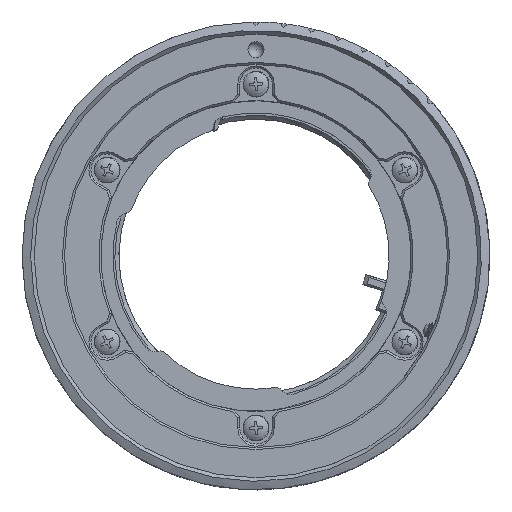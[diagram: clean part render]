
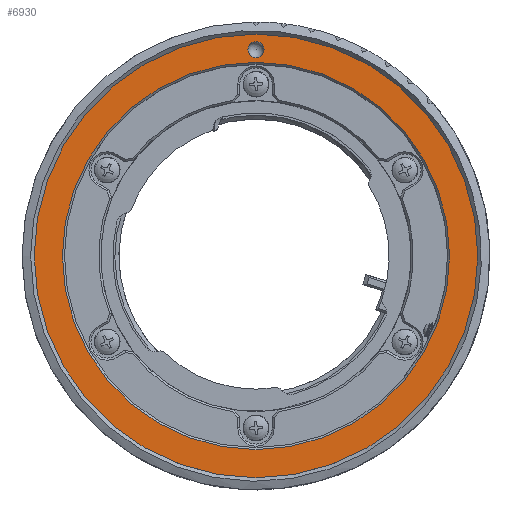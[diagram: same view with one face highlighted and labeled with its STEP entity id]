
A CAD part, top view. The second image highlights one B-rep face of the part: STEP entity #6930.
In plain terms, the highlighted planar face has unit normal (0, 0, 1).
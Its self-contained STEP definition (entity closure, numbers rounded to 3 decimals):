
#2713=ORIENTED_EDGE('',*,*,#4085,.T.);
#2714=ORIENTED_EDGE('',*,*,#4086,.T.);
#2715=ORIENTED_EDGE('',*,*,#4080,.F.);
#4080=EDGE_CURVE('',#4853,#4853,#5290,.T.);
#4085=EDGE_CURVE('',#4858,#4858,#5293,.T.);
#4086=EDGE_CURVE('',#4859,#4859,#5294,.T.);
#4853=VERTEX_POINT('',#23926);
#4858=VERTEX_POINT('',#23946);
#4859=VERTEX_POINT('',#23948);
#5290=CIRCLE('',#8577,27.5);
#5293=CIRCLE('',#8582,1.);
#5294=CIRCLE('',#8583,24.);
#5735=EDGE_LOOP('',(#2713));
#5736=EDGE_LOOP('',(#2714));
#5737=EDGE_LOOP('',(#2715));
#6247=FACE_BOUND('',#5735,.T.);
#6248=FACE_BOUND('',#5736,.T.);
#6249=FACE_BOUND('',#5737,.T.);
#6612=PLANE('',#8581);
#6930=ADVANCED_FACE('',(#6247,#6248,#6249),#6612,.F.);
#8577=AXIS2_PLACEMENT_3D('',#23925,#10210,#10211);
#8581=AXIS2_PLACEMENT_3D('',#23944,#10218,#10219);
#8582=AXIS2_PLACEMENT_3D('',#23945,#10220,#10221);
#8583=AXIS2_PLACEMENT_3D('',#23947,#10222,#10223);
#10210=DIRECTION('',(0.,0.,-1.));
#10211=DIRECTION('',(1.,0.,0.));
#10218=DIRECTION('',(0.,0.,-1.));
#10219=DIRECTION('',(-1.,0.,0.));
#10220=DIRECTION('',(0.,0.,-1.));
#10221=DIRECTION('',(1.,0.,0.));
#10222=DIRECTION('',(0.,0.,-1.));
#10223=DIRECTION('',(-1.,0.,0.));
#23925=CARTESIAN_POINT('',(0.,0.,24.05));
#23926=CARTESIAN_POINT('',(27.5,0.,24.05));
#23944=CARTESIAN_POINT('',(0.,0.,24.05));
#23945=CARTESIAN_POINT('',(0.,25.563,24.05));
#23946=CARTESIAN_POINT('',(1.,25.563,24.05));
#23947=CARTESIAN_POINT('',(0.,0.,24.05));
#23948=CARTESIAN_POINT('',(-24.,0.,24.05));
